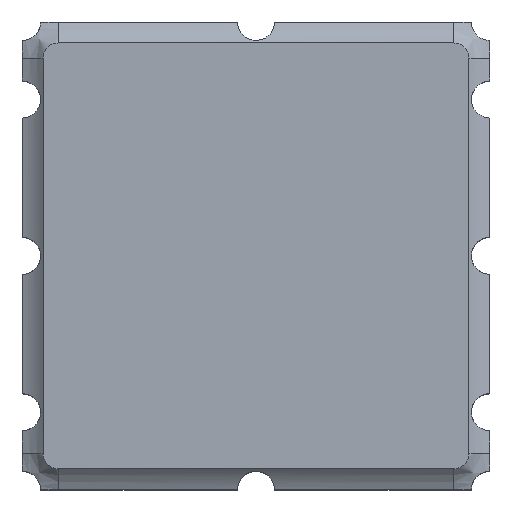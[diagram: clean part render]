
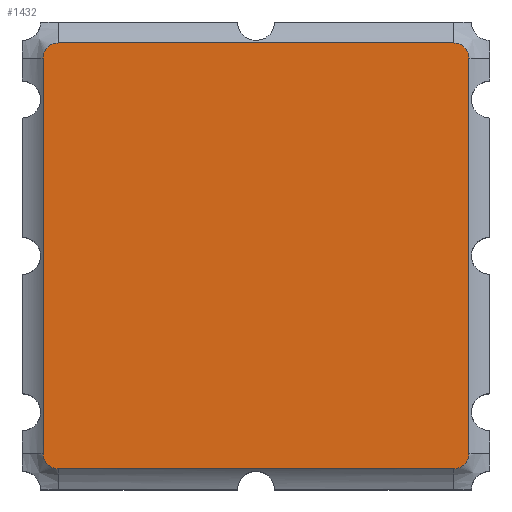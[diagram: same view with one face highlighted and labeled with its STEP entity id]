
A CAD part, top view. The second image highlights one B-rep face of the part: STEP entity #1432.
In plain terms, the highlighted planar face has unit normal (0, 0, 1).
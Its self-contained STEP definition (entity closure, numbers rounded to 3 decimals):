
#82=CIRCLE('',#1548,0.125);
#87=CIRCLE('',#1555,0.125);
#88=CIRCLE('',#1556,0.125);
#92=CIRCLE('',#1562,0.125);
#186=FACE_OUTER_BOUND('',#252,.T.);
#252=EDGE_LOOP('',(#1259,#1260,#1261,#1262,#1263,#1264,#1265,#1266));
#379=LINE('',#2549,#509);
#380=LINE('',#2552,#510);
#381=LINE('',#2581,#511);
#382=LINE('',#2584,#512);
#509=VECTOR('',#1900,1000.);
#510=VECTOR('',#1903,1000.);
#511=VECTOR('',#1918,1000.);
#512=VECTOR('',#1921,1000.);
#647=VERTEX_POINT('',#2541);
#648=VERTEX_POINT('',#2543);
#649=VERTEX_POINT('',#2547);
#650=VERTEX_POINT('',#2551);
#651=VERTEX_POINT('',#2563);
#652=VERTEX_POINT('',#2575);
#653=VERTEX_POINT('',#2579);
#654=VERTEX_POINT('',#2583);
#844=EDGE_CURVE('',#648,#647,#82,.T.);
#847=EDGE_CURVE('',#647,#649,#379,.T.);
#848=EDGE_CURVE('',#650,#648,#380,.T.);
#851=EDGE_CURVE('',#649,#651,#87,.T.);
#852=EDGE_CURVE('',#652,#650,#88,.T.);
#855=EDGE_CURVE('',#651,#653,#381,.T.);
#856=EDGE_CURVE('',#654,#652,#382,.T.);
#858=EDGE_CURVE('',#653,#654,#92,.T.);
#1259=ORIENTED_EDGE('',*,*,#855,.T.);
#1260=ORIENTED_EDGE('',*,*,#858,.T.);
#1261=ORIENTED_EDGE('',*,*,#856,.T.);
#1262=ORIENTED_EDGE('',*,*,#852,.T.);
#1263=ORIENTED_EDGE('',*,*,#848,.T.);
#1264=ORIENTED_EDGE('',*,*,#844,.T.);
#1265=ORIENTED_EDGE('',*,*,#847,.T.);
#1266=ORIENTED_EDGE('',*,*,#851,.T.);
#1300=PLANE('',#1563);
#1432=ADVANCED_FACE('',(#186),#1300,.T.);
#1548=AXIS2_PLACEMENT_3D('',#2544,#1892,#1893);
#1555=AXIS2_PLACEMENT_3D('',#2565,#1908,#1909);
#1556=AXIS2_PLACEMENT_3D('',#2576,#1910,#1911);
#1562=AXIS2_PLACEMENT_3D('',#2595,#1924,#1925);
#1563=AXIS2_PLACEMENT_3D('',#2596,#1926,#1927);
#1892=DIRECTION('center_axis',(0.,0.,1.));
#1893=DIRECTION('ref_axis',(-1.,0.,0.));
#1900=DIRECTION('',(-1.,0.,0.));
#1903=DIRECTION('',(0.,1.,0.));
#1908=DIRECTION('center_axis',(0.,0.,1.));
#1909=DIRECTION('ref_axis',(1.,0.,0.));
#1910=DIRECTION('center_axis',(0.,0.,1.));
#1911=DIRECTION('ref_axis',(-1.,0.,0.));
#1918=DIRECTION('',(0.,-1.,0.));
#1921=DIRECTION('',(1.,0.,0.));
#1924=DIRECTION('center_axis',(0.,0.,1.));
#1925=DIRECTION('ref_axis',(-1.,0.,0.));
#1926=DIRECTION('center_axis',(0.,0.,
1.));
#1927=DIRECTION('ref_axis',(1.,0.,0.));
#2541=CARTESIAN_POINT('',(1.605,1.73,1.45));
#2543=CARTESIAN_POINT('',(1.73,1.605,1.45));
#2544=CARTESIAN_POINT('Origin',(1.605,1.605,1.45));
#2547=CARTESIAN_POINT('',(-1.605,1.73,1.45));
#2549=CARTESIAN_POINT('',(1.605,1.73,1.45));
#2551=CARTESIAN_POINT('',(1.73,-1.605,1.45));
#2552=CARTESIAN_POINT('',(1.73,1.605,1.45));
#2563=CARTESIAN_POINT('',(-1.73,1.605,1.45));
#2565=CARTESIAN_POINT('Origin',(-1.605,1.605,1.45));
#2575=CARTESIAN_POINT('',(1.605,-1.73,1.45));
#2576=CARTESIAN_POINT('Origin',(1.605,-1.605,1.45));
#2579=CARTESIAN_POINT('',(-1.73,-1.605,1.45));
#2581=CARTESIAN_POINT('',(-1.73,1.605,1.45));
#2583=CARTESIAN_POINT('',(-1.605,-1.73,1.45));
#2584=CARTESIAN_POINT('',(1.605,-1.73,1.45));
#2595=CARTESIAN_POINT('Origin',(-1.605,-1.605,1.45));
#2596=CARTESIAN_POINT('Origin',(0.,0.,
1.45));
